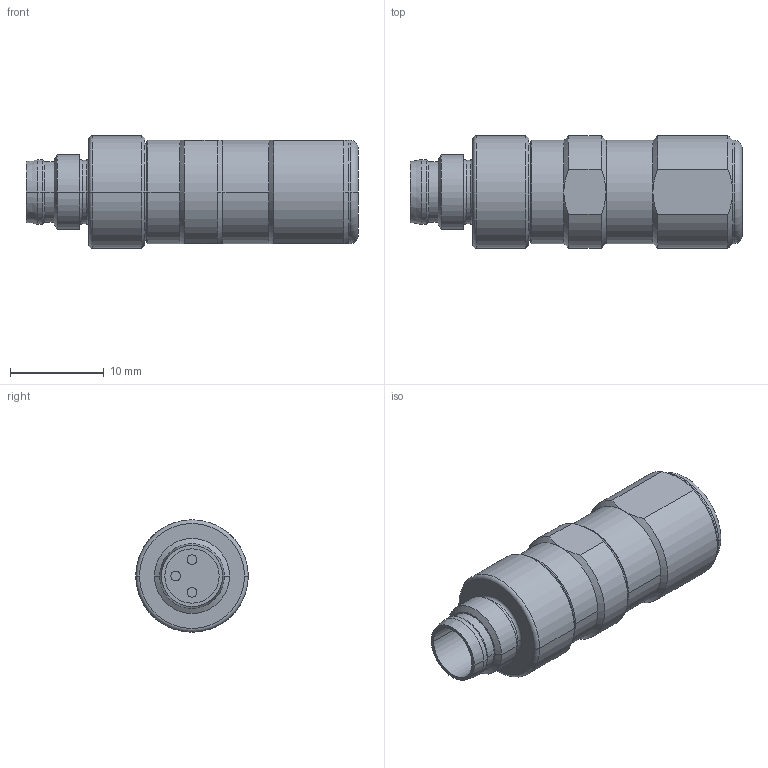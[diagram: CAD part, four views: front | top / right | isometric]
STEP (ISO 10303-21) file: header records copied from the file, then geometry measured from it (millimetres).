
FILE_DESCRIPTION (( 'STEP AP214' ), '1' );
FILE_NAME ('PCA-1557730.STEP', '2017-04-26T05:43:16', ( 'SONIC' ), ( 'UNITCOM PC' ), 'SwSTEP 2.0', 'SolidWorks 2015', '' );
FILE_SCHEMA (( 'AUTOMOTIVE_DESIGN' ));
Length unit declared in the file: millimetre
Products named in the file (1): PCA-1557730
Bounding box: 35.4 x 12 x 11.99 mm (x, y, z)
Volume: 3130.4 mm3; surface area: 1630 mm2
Topology: 1 solids, 1 shells, 81 faces, 171 edges, 103 vertices
Faces by surface type: cylinder 34, cone 20, plane 17, torus 10
Entity records: 2300 total; most frequent: CARTESIAN_POINT 468, DIRECTION 424, ORIENTED_EDGE 342, AXIS2_PLACEMENT_3D 187, EDGE_CURVE 171, CIRCLE 105, VERTEX_POINT 103, EDGE_LOOP 92
